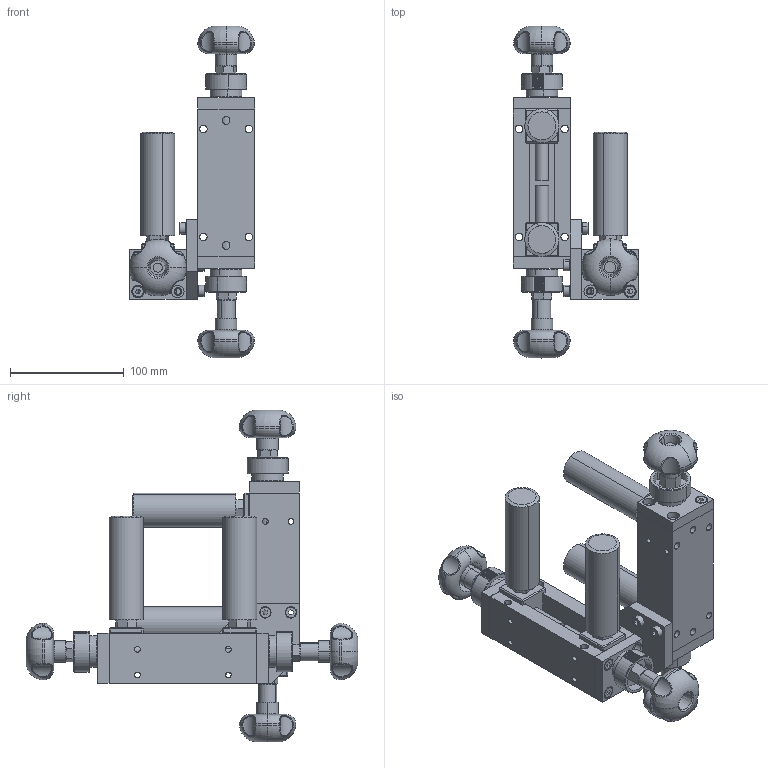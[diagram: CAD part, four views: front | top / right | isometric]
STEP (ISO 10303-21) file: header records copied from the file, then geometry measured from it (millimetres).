
FILE_DESCRIPTION (( 'STEP AP203' ), '1' );
FILE_NAME ('240118 STEP 3-300079_01_6292A.STEP', '2024-01-18T10:08:23', ( '' ), ( '' ), 'SwSTEP 2.0', 'SolidWorks 2022', '' );
FILE_SCHEMA (( 'CONFIG_CONTROL_DESIGN' ));
Length unit declared in the file: millimetre
Products named in the file (1): 240118 STEP 3-300079_01_6292A
Bounding box: 110 x 291.99 x 291.99 mm (x, y, z)
Surface area: 214370.2 mm2 (no closed solid volume)
Topology: 0 solids, 55 shells, 699 faces, 2144 edges, 1483 vertices
Faces by surface type: plane 323, cylinder 232, cone 96, bspline 32, torus 16
Entity records: 32442 total; most frequent: CARTESIAN_POINT 13985, DIRECTION 3649, ORIENTED_EDGE 3610, EDGE_CURVE 2119, VERTEX_POINT 1466, AXIS2_PLACEMENT_3D 1298, LINE 1053, VECTOR 1053
